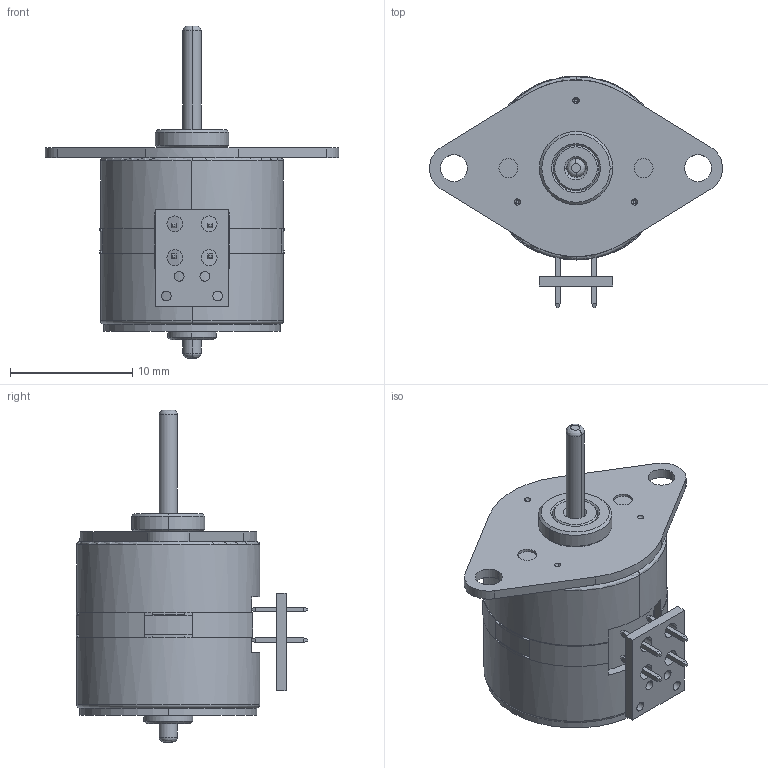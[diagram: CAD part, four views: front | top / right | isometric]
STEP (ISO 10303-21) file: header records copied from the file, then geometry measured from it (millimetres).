
FILE_DESCRIPTION((''),'2;1');
FILE_NAME('15M020D1B-N_ASM','2014-12-11T',('sandip.dhanwate'),(''),'PRO/ENGINEER BY PARAMETRIC TECHNOLOGY CORPORATION, 2010160','PRO/ENGINEER BY PARAMETRIC TECHNOLOGY CORPORATION, 2010160','');
FILE_SCHEMA(('CONFIG_CONTROL_DESIGN'));
Length unit declared in the file: inch
Products named in the file (1): 15M020D1B-N_ASM
Bounding box: 24 x 18.99 x 27.18 mm (x, y, z)
Volume: 2421.6 mm3; surface area: 1916.5 mm2
Topology: 7 solids, 11 shells, 317 faces, 760 edges, 475 vertices
Faces by surface type: plane 161, cylinder 106, cone 20, torus 14, sphere 12, bspline 4
Entity records: 9397 total; most frequent: CARTESIAN_POINT 1807, DIRECTION 1656, ORIENTED_EDGE 1508, EDGE_CURVE 754, AXIS2_PLACEMENT_3D 629, VERTEX_POINT 475, VECTOR 398, LINE 398
